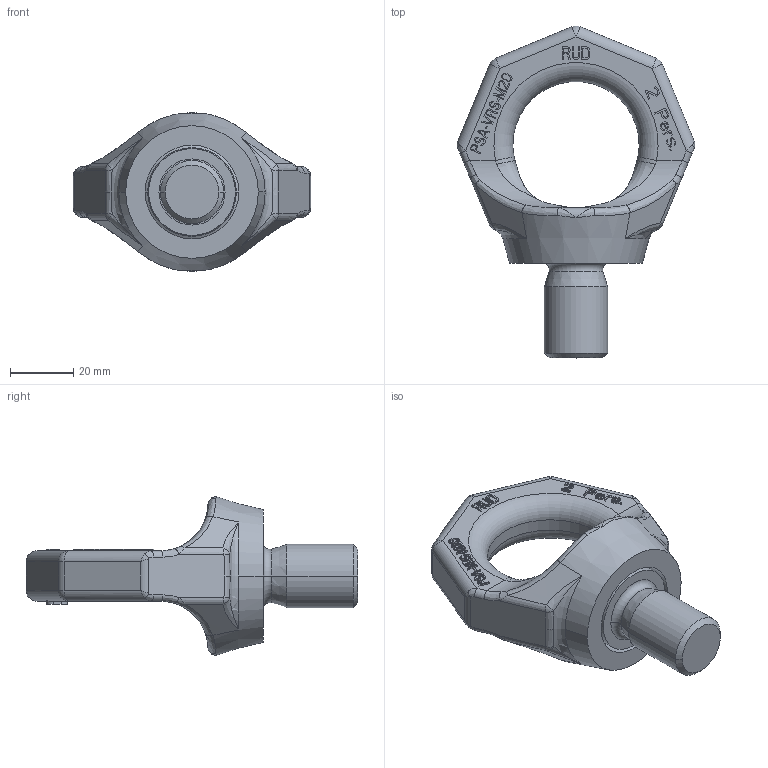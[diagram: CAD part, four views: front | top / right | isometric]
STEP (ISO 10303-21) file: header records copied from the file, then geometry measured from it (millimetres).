
FILE_DESCRIPTION((''),'2;1');
FILE_NAME('001-M34127-P-3_ASM','2013-04-11T',('Roland.Jakubetz'),(''),'PRO/ENGINEER BY PARAMETRIC TECHNOLOGY CORPORATION, 2010140','PRO/ENGINEER BY PARAMETRIC TECHNOLOGY CORPORATION, 2010140','');
FILE_SCHEMA(('CONFIG_CONTROL_DESIGN'));
Length unit declared in the file: millimetre
Products named in the file (3): 001-M34127-P-1; 001-M34127-P-2; 001-M34127-P-3_ASM
Assembly tree (2 placements, depth 2):
  001-M34127-P-3_ASM
    001-M34127-P-1
    001-M34127-P-2
Bounding box: 75.18 x 105.08 x 50.12 mm (x, y, z)
Volume: 69714.5 mm3; surface area: 19894.1 mm2
Topology: 2 solids, 2 shells, 685 faces, 1868 edges, 1210 vertices
Faces by surface type: plane 556, bspline 55, cylinder 42, cone 12, torus 10, sphere 10
Entity records: 24223 total; most frequent: CARTESIAN_POINT 7223, ORIENTED_EDGE 3728, DIRECTION 3131, EDGE_CURVE 1864, VECTOR 1613, LINE 1613, VERTEX_POINT 1210, AXIS2_PLACEMENT_3D 759
